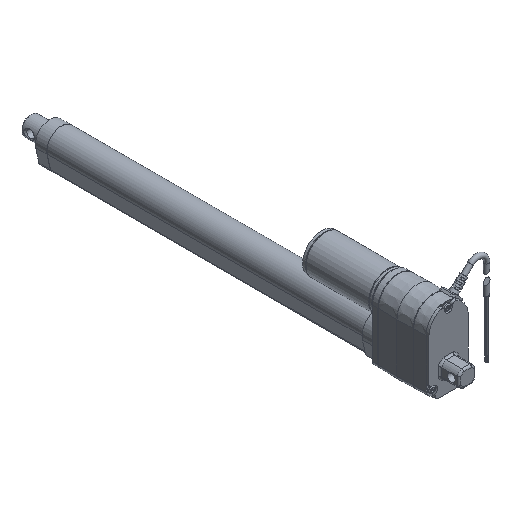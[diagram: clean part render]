
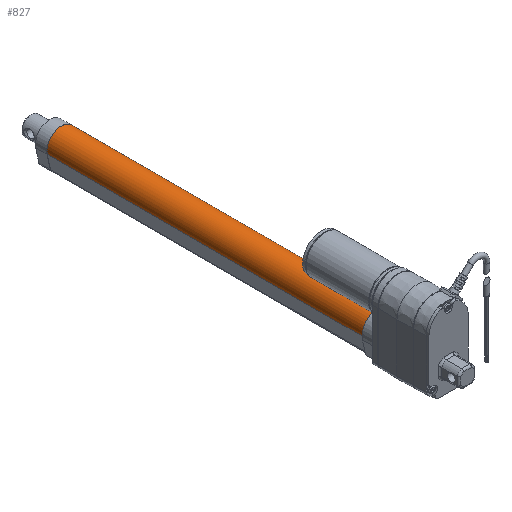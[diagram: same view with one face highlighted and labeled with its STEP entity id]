
A CAD part, isometric view. The second image highlights one B-rep face of the part: STEP entity #827.
In plain terms, the highlighted cylindrical face has radius 15.25 mm (diameter 30.5 mm), a partial arc.
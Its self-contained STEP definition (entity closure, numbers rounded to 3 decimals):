
#827 = ADVANCED_FACE( '', ( #1783 ), #1784, .T. );
#1783 = FACE_OUTER_BOUND( '', #2867, .T. );
#1784 = CYLINDRICAL_SURFACE( '', #2868, 15.25 );
#2867 = EDGE_LOOP( '', ( #4995, #4996, #4997, #4998, #4999, #5000, #5001, #5002 ) );
#2868 = AXIS2_PLACEMENT_3D( '', #5003, #5004, #5005 );
#4995 = ORIENTED_EDGE( '', *, *, #6848, .T. );
#4996 = ORIENTED_EDGE( '', *, *, #6849, .F. );
#4997 = ORIENTED_EDGE( '', *, *, #6850, .T. );
#4998 = ORIENTED_EDGE( '', *, *, #6851, .F. );
#4999 = ORIENTED_EDGE( '', *, *, #6104, .F. );
#5000 = ORIENTED_EDGE( '', *, *, #6080, .T. );
#5001 = ORIENTED_EDGE( '', *, *, #6525, .T. );
#5002 = ORIENTED_EDGE( '', *, *, #6562, .T. );
#5003 = CARTESIAN_POINT( '', ( 0., 433., 0. ) );
#5004 = DIRECTION( '', ( 0., 1., 0. ) );
#5005 = DIRECTION( '', ( 0., 0., -1. ) );
#6080 = EDGE_CURVE( '', #7173, #7171, #7174, .T. );
#6104 = EDGE_CURVE( '', #7173, #7213, #7214, .T. );
#6525 = EDGE_CURVE( '', #7171, #7913, #7915, .T. );
#6562 = EDGE_CURVE( '', #7913, #7969, #7972, .T. );
#6848 = EDGE_CURVE( '', #7969, #8356, #8357, .T. );
#6849 = EDGE_CURVE( '', #8358, #8356, #8359, .T. );
#6850 = EDGE_CURVE( '', #8358, #8360, #8361, .T. );
#6851 = EDGE_CURVE( '', #7213, #8360, #8362, .T. );
#7171 = VERTEX_POINT( '', #8735 );
#7173 = VERTEX_POINT( '', #8738 );
#7174 = LINE( '', #8739, #8740 );
#7213 = VERTEX_POINT( '', #8794 );
#7214 = CIRCLE( '', #8795, 15.25 );
#7913 = VERTEX_POINT( '', #9920 );
#7915 = CIRCLE( '', #9923, 15.25 );
#7969 = VERTEX_POINT( '', #9995 );
#7972 = LINE( '', #9999, #10000 );
#8356 = VERTEX_POINT( '', #10654 );
#8357 = CIRCLE( '', #10655, 15.25 );
#8358 = VERTEX_POINT( '', #10656 );
#8359 = LINE( '', #10657, #10658 );
#8360 = VERTEX_POINT( '', #10659 );
#8361 = CIRCLE( '', #10660, 15.25 );
#8362 = LINE( '', #10661, #10662 );
#8735 = CARTESIAN_POINT( '', ( -14.917, 85.25, -3.169 ) );
#8738 = CARTESIAN_POINT( '', ( -14.917, 420.9, -3.169 ) );
#8739 = CARTESIAN_POINT( '', ( -14.917, 433., -3.169 ) );
#8740 = VECTOR( '', #11275, 1000. );
#8794 = CARTESIAN_POINT( '', ( 14.917, 420.9, -3.169 ) );
#8795 = AXIS2_PLACEMENT_3D( '', #11300, #11301, #11302 );
#9920 = CARTESIAN_POINT( '', ( -5.3, 85.25, 14.299 ) );
#9923 = AXIS2_PLACEMENT_3D( '', #11869, #11870, #11871 );
#9995 = CARTESIAN_POINT( '', ( -5.3, 71.5, 14.299 ) );
#9999 = CARTESIAN_POINT( '', ( -5.3, 85.25, 14.299 ) );
#10000 = VECTOR( '', #11912, 1000. );
#10654 = CARTESIAN_POINT( '', ( 5.3, 71.5, 14.299 ) );
#10655 = AXIS2_PLACEMENT_3D( '', #12170, #12171, #12172 );
#10656 = CARTESIAN_POINT( '', ( 5.3, 85.25, 14.299 ) );
#10657 = CARTESIAN_POINT( '', ( 5.3, 85.25, 14.299 ) );
#10658 = VECTOR( '', #12173, 1000. );
#10659 = CARTESIAN_POINT( '', ( 14.917, 85.25, -3.169 ) );
#10660 = AXIS2_PLACEMENT_3D( '', #12174, #12175, #12176 );
#10661 = CARTESIAN_POINT( '', ( 14.917, 433., -3.169 ) );
#10662 = VECTOR( '', #12177, 1000. );
#11275 = DIRECTION( '', ( 0., -1., 0. ) );
#11300 = CARTESIAN_POINT( '', ( 0., 420.9, 0. ) );
#11301 = DIRECTION( '', ( 0., 1., 0. ) );
#11302 = DIRECTION( '', ( 0., 0., -1. ) );
#11869 = CARTESIAN_POINT( '', ( 0., 85.25, 0. ) );
#11870 = DIRECTION( '', ( 0., 1., 0. ) );
#11871 = DIRECTION( '', ( 1., 0., 0. ) );
#11912 = DIRECTION( '', ( 0., -1., 0. ) );
#12170 = CARTESIAN_POINT( '', ( 0., 71.5, 0. ) );
#12171 = DIRECTION( '', ( 0., 1., 0. ) );
#12172 = DIRECTION( '', ( 0., 0., -1. ) );
#12173 = DIRECTION( '', ( 0., -1., 0. ) );
#12174 = CARTESIAN_POINT( '', ( 0., 85.25, 0. ) );
#12175 = DIRECTION( '', ( 0., 1., 0. ) );
#12176 = DIRECTION( '', ( -1., 0., 0. ) );
#12177 = DIRECTION( '', ( 0., -1., 0. ) );
